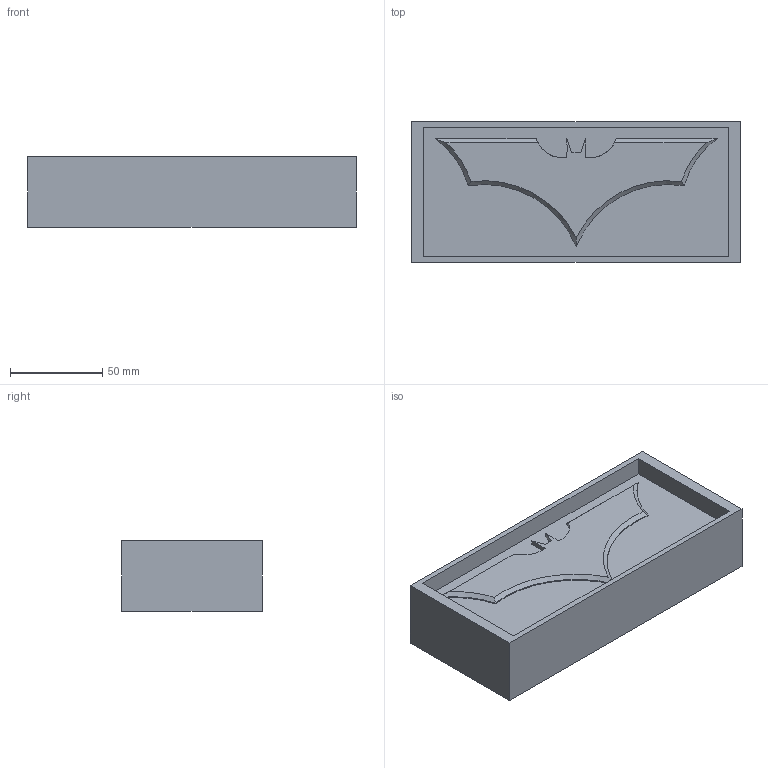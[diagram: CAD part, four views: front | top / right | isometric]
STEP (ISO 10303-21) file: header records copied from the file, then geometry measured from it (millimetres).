
FILE_DESCRIPTION(('FreeCAD Model'),'2;1');
FILE_NAME('Open CASCADE Shape Model','2021-11-01T19:10:20',(''),(''), 'Open CASCADE STEP processor 7.5','FreeCAD','Unknown');
FILE_SCHEMA(('AUTOMOTIVE_DESIGN { 1 0 10303 214 1 1 1 1 }'));
Length unit declared in the file: millimetre
Products named in the file (3): Batarang-mold; Cut; aero
Assembly tree (2 placements, depth 2):
  Batarang-mold
    Cut
    aero
Bounding box: 177.8 x 76.2 x 38.1 mm (x, y, z)
Volume: 408137 mm3; surface area: 59522.3 mm2
Topology: 2 solids, 2 shells, 33 faces, 79 edges, 51 vertices
Faces by surface type: plane 21, cylinder 8, cone 4
Entity records: 2084 total; most frequent: CARTESIAN_POINT 378, DIRECTION 324, LINE 180, VECTOR 180, ORIENTED_EDGE 158, PCURVE 158, DEFINITIONAL_REPRESENTATION 158, EDGE_CURVE 79
